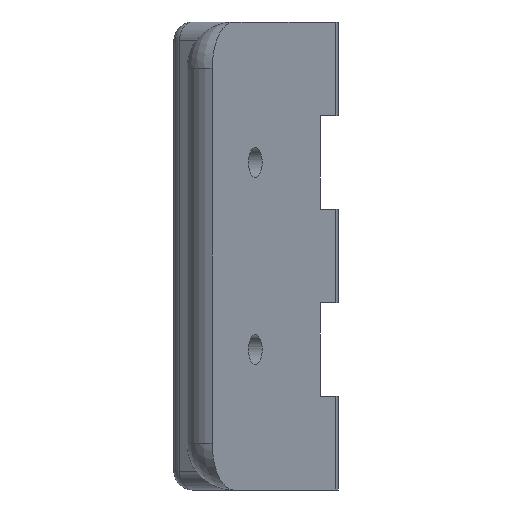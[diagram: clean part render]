
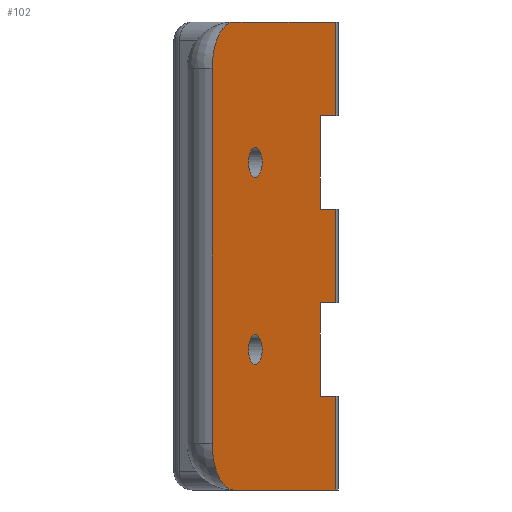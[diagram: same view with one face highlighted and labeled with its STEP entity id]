
A CAD part, front view. The second image highlights one B-rep face of the part: STEP entity #102.
In plain terms, the highlighted planar face has unit normal (0.888, -0.461, 0).
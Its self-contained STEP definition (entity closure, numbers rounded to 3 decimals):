
#102=ADVANCED_FACE('',(#467,#469,#471),#473,.F.);
#467=FACE_BOUND('',#468,.T.);
#468=EDGE_LOOP('',(#1054,#1055,#1056,#1057,#1058,#1059,#1060,#1061,#1062,#1063,#1064,
#1065,#1066,#1067,#1068,#1069));
#469=FACE_BOUND('',#470,.T.);
#470=EDGE_LOOP('',(#1070));
#471=FACE_BOUND('',#472,.T.);
#472=EDGE_LOOP('',(#1071));
#473=PLANE('',#474);
#474=AXIS2_PLACEMENT_3D('',#475,#476,#477);
#475=CARTESIAN_POINT('',(-92.468,47.995,0.));
#476=DIRECTION('',(-0.888,0.461,0.));
#477=DIRECTION('',(0.,0.,1.));
#1054=ORIENTED_EDGE('',*,*,#1198,.F.);
#1055=ORIENTED_EDGE('',*,*,#1230,.F.);
#1056=ORIENTED_EDGE('',*,*,#1231,.F.);
#1057=ORIENTED_EDGE('',*,*,#1232,.F.);
#1058=ORIENTED_EDGE('',*,*,#1233,.F.);
#1059=ORIENTED_EDGE('',*,*,#1234,.F.);
#1060=ORIENTED_EDGE('',*,*,#1235,.F.);
#1061=ORIENTED_EDGE('',*,*,#1236,.F.);
#1062=ORIENTED_EDGE('',*,*,#1237,.F.);
#1063=ORIENTED_EDGE('',*,*,#1238,.F.);
#1064=ORIENTED_EDGE('',*,*,#1203,.F.);
#1065=ORIENTED_EDGE('',*,*,#1239,.F.);
#1066=ORIENTED_EDGE('',*,*,#1240,.F.);
#1067=ORIENTED_EDGE('',*,*,#1241,.F.);
#1068=ORIENTED_EDGE('',*,*,#1242,.F.);
#1069=ORIENTED_EDGE('',*,*,#1243,.F.);
#1070=ORIENTED_EDGE('',*,*,#1244,.T.);
#1071=ORIENTED_EDGE('',*,*,#1245,.T.);
#1198=EDGE_CURVE('',#1293,#1295,#1296,.T.);
#1203=EDGE_CURVE('',#1302,#1305,#1306,.T.);
#1230=EDGE_CURVE('',#1353,#1293,#1355,.T.);
#1231=EDGE_CURVE('',#1356,#1353,#1357,.T.);
#1232=EDGE_CURVE('',#1358,#1356,#1359,.T.);
#1233=EDGE_CURVE('',#1360,#1358,#1361,.T.);
#1234=EDGE_CURVE('',#1362,#1360,#1363,.T.);
#1235=EDGE_CURVE('',#1364,#1362,#1365,.T.);
#1236=EDGE_CURVE('',#1366,#1364,#1367,.T.);
#1237=EDGE_CURVE('',#1368,#1366,#1369,.T.);
#1238=EDGE_CURVE('',#1305,#1368,#1370,.T.);
#1239=EDGE_CURVE('',#1371,#1302,#1372,.T.);
#1240=EDGE_CURVE('',#1373,#1371,#1374,.F.);
#1241=EDGE_CURVE('',#1375,#1373,#1376,.T.);
#1242=EDGE_CURVE('',#1377,#1375,#1378,.F.);
#1243=EDGE_CURVE('',#1295,#1377,#1379,.T.);
#1244=EDGE_CURVE('',#1380,#1380,#1381,.T.);
#1245=EDGE_CURVE('',#1382,#1382,#1383,.T.);
#1293=VERTEX_POINT('',#1451);
#1295=VERTEX_POINT('',#1456);
#1296=LINE('',#1457,#1458);
#1302=VERTEX_POINT('',#1517);
#1305=VERTEX_POINT('',#1567);
#1306=LINE('',#1568,#1569);
#1353=VERTEX_POINT('',#1673);
#1355=LINE('',#1678,#1679);
#1356=VERTEX_POINT('',#1681);
#1357=LINE('',#1682,#1683);
#1358=VERTEX_POINT('',#1685);
#1359=LINE('',#1686,#1687);
#1360=VERTEX_POINT('',#1689);
#1361=LINE('',#1690,#1691);
#1362=VERTEX_POINT('',#1693);
#1363=LINE('',#1694,#1695);
#1364=VERTEX_POINT('',#1697);
#1365=LINE('',#1698,#1699);
#1366=VERTEX_POINT('',#1701);
#1367=LINE('',#1702,#1703);
#1368=VERTEX_POINT('',#1705);
#1369=LINE('',#1706,#1707);
#1370=LINE('',#1709,#1710);
#1371=VERTEX_POINT('',#1712);
#1372=LINE('',#1713,#1714);
#1373=VERTEX_POINT('',#1716);
#1374=CIRCLE('',#1717,5.);
#1375=VERTEX_POINT('',#1721);
#1376=LINE('',#1722,#1723);
#1377=VERTEX_POINT('',#1725);
#1378=CIRCLE('',#1726,5.);
#1379=LINE('',#1730,#1731);
#1380=VERTEX_POINT('',#1733);
#1381=CIRCLE('',#1734,1.6);
#1382=VERTEX_POINT('',#1738);
#1383=CIRCLE('',#1739,1.6);
#1451=CARTESIAN_POINT('',(-60.504,109.578,-338.));
#1456=CARTESIAN_POINT('',(-67.962,95.209,-338.));
#1457=CARTESIAN_POINT('',(-60.504,109.578,-338.));
#1458=VECTOR('',#1459,1.);
#1459=DIRECTION('',(-0.461,-0.888,0.));
#1517=CARTESIAN_POINT('',(-67.962,95.209,-288.));
#1567=CARTESIAN_POINT('',(-60.504,109.578,-288.));
#1568=CARTESIAN_POINT('',(-67.962,95.209,-288.));
#1569=VECTOR('',#1570,1.);
#1570=DIRECTION('',(0.461,0.888,0.));
#1673=CARTESIAN_POINT('',(-60.504,109.578,-328.));
#1678=CARTESIAN_POINT('',(-60.504,109.578,-328.));
#1679=VECTOR('',#1680,1.);
#1680=DIRECTION('',(0.,0.,-1.));
#1681=CARTESIAN_POINT('',(-62.163,106.382,-328.));
#1682=CARTESIAN_POINT('',(-62.163,106.382,-328.));
#1683=VECTOR('',#1684,1.);
#1684=DIRECTION('',(0.461,0.888,0.));
#1685=CARTESIAN_POINT('',(-62.163,106.382,-318.));
#1686=CARTESIAN_POINT('',(-62.163,106.382,-318.));
#1687=VECTOR('',#1688,1.);
#1688=DIRECTION('',(0.,0.,-1.));
#1689=CARTESIAN_POINT('',(-60.504,109.578,-318.));
#1690=CARTESIAN_POINT('',(-60.504,109.578,-318.));
#1691=VECTOR('',#1692,1.);
#1692=DIRECTION('',(-0.461,-0.888,0.));
#1693=CARTESIAN_POINT('',(-60.504,109.578,-308.));
#1694=CARTESIAN_POINT('',(-60.504,109.578,-308.));
#1695=VECTOR('',#1696,1.);
#1696=DIRECTION('',(0.,0.,-1.));
#1697=CARTESIAN_POINT('',(-62.163,106.382,-308.));
#1698=CARTESIAN_POINT('',(-62.163,106.382,-308.));
#1699=VECTOR('',#1700,1.);
#1700=DIRECTION('',(0.461,0.888,0.));
#1701=CARTESIAN_POINT('',(-62.163,106.382,-298.));
#1702=CARTESIAN_POINT('',(-62.163,106.382,-298.));
#1703=VECTOR('',#1704,1.);
#1704=DIRECTION('',(0.,0.,-1.));
#1705=CARTESIAN_POINT('',(-60.504,109.578,-298.));
#1706=CARTESIAN_POINT('',(-60.504,109.578,-298.));
#1707=VECTOR('',#1708,1.);
#1708=DIRECTION('',(-0.461,-0.888,0.));
#1709=CARTESIAN_POINT('',(-60.504,109.578,-288.));
#1710=VECTOR('',#1711,1.);
#1711=DIRECTION('',(0.,0.,-1.));
#1712=CARTESIAN_POINT('',(-71.376,88.631,-288.));
#1713=CARTESIAN_POINT('',(-71.376,88.631,-288.));
#1714=VECTOR('',#1715,1.);
#1715=DIRECTION('',(0.461,0.888,0.));
#1716=CARTESIAN_POINT('',(-73.68,84.193,-293.));
#1717=AXIS2_PLACEMENT_3D('',#1718,#1719,#1720);
#1718=CARTESIAN_POINT('',(-71.376,88.631,-293.));
#1719=DIRECTION('',(0.888,-0.461,0.));
#1720=DIRECTION('',(0.,0.,1.));
#1721=CARTESIAN_POINT('',(-73.68,84.193,-333.));
#1722=CARTESIAN_POINT('',(-73.68,84.193,-333.));
#1723=VECTOR('',#1724,1.);
#1724=DIRECTION('',(0.,0.,1.));
#1725=CARTESIAN_POINT('',(-71.376,88.631,-338.));
#1726=AXIS2_PLACEMENT_3D('',#1727,#1728,#1729);
#1727=CARTESIAN_POINT('',(-71.376,88.631,-333.));
#1728=DIRECTION('',(0.888,-0.461,0.));
#1729=DIRECTION('',(-0.461,-0.888,0.));
#1730=CARTESIAN_POINT('',(-67.962,95.209,-338.));
#1731=VECTOR('',#1732,1.);
#1732=DIRECTION('',(-0.461,-0.888,0.));
#1733=CARTESIAN_POINT('',(-69.073,93.069,-301.4));
#1734=AXIS2_PLACEMENT_3D('',#1735,#1736,#1737);
#1735=CARTESIAN_POINT('',(-69.073,93.069,-303.));
#1736=DIRECTION('',(-0.888,0.461,0.));
#1737=DIRECTION('',(0.,0.,1.));
#1738=CARTESIAN_POINT('',(-69.073,93.069,-321.4));
#1739=AXIS2_PLACEMENT_3D('',#1740,#1741,#1742);
#1740=CARTESIAN_POINT('',(-69.073,93.069,-323.));
#1741=DIRECTION('',(-0.888,0.461,0.));
#1742=DIRECTION('',(0.,0.,1.));
